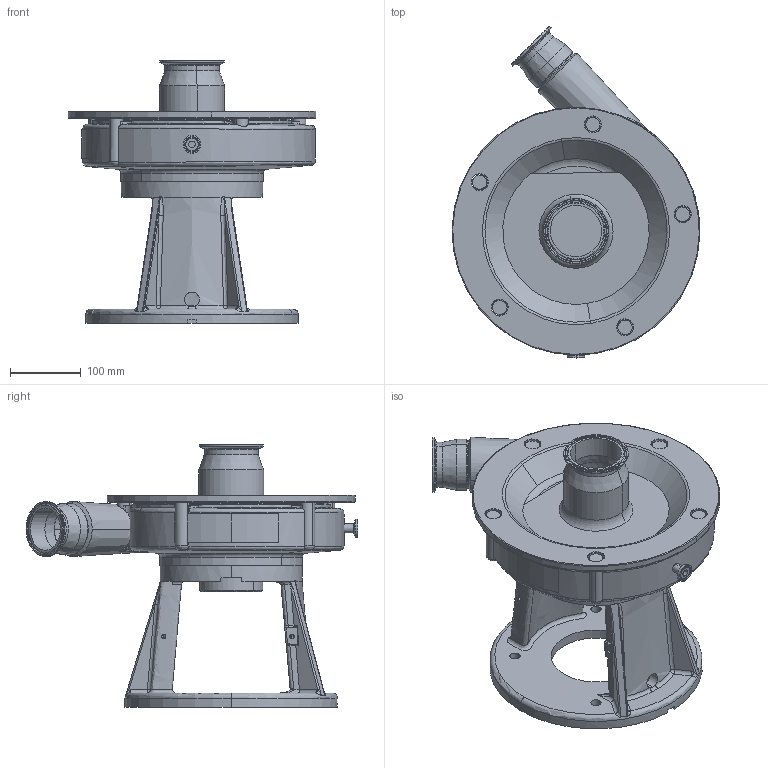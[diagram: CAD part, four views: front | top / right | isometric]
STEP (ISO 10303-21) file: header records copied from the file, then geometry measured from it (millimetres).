
FILE_DESCRIPTION (( 'STEP AP214' ), '1' );
FILE_NAME ('FPX 3551-3552 280TC 45L 1-2 IN STR DRAIN.STEP', '2023-01-16T19:58:31', ( '' ), ( '' ), 'SwSTEP 2.0', 'SolidWorks 2021', '' );
FILE_SCHEMA (( 'AUTOMOTIVE_DESIGN' ));
Length unit declared in the file: millimetre
Products named in the file (1): FPX 3551-3552 280TC 45L 1-2 IN STR DRAIN
Bounding box: 349.95 x 468.7 x 370.5 mm (x, y, z)
Volume: 8128816.7 mm3; surface area: 788956.4 mm2
Topology: 1 solids, 2 shells, 538 faces, 1345 edges, 815 vertices
Faces by surface type: cylinder 178, plane 110, bspline 102, cone 77, torus 61, sphere 10
Entity records: 26035 total; most frequent: CARTESIAN_POINT 14122, ORIENTED_EDGE 2658, DIRECTION 2316, EDGE_CURVE 1329, AXIS2_PLACEMENT_3D 969, VERTEX_POINT 815, EDGE_LOOP 584, FACE_OUTER_BOUND 538
